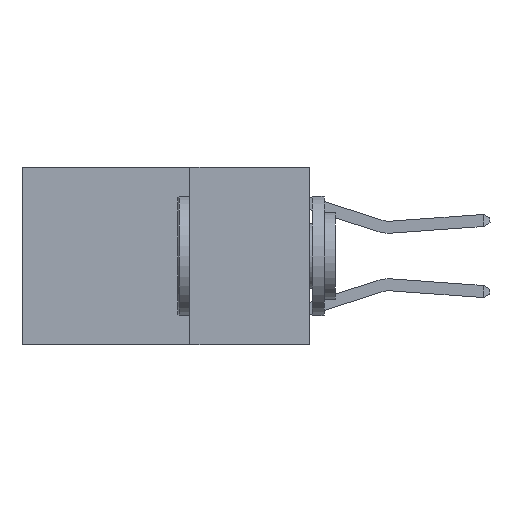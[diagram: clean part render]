
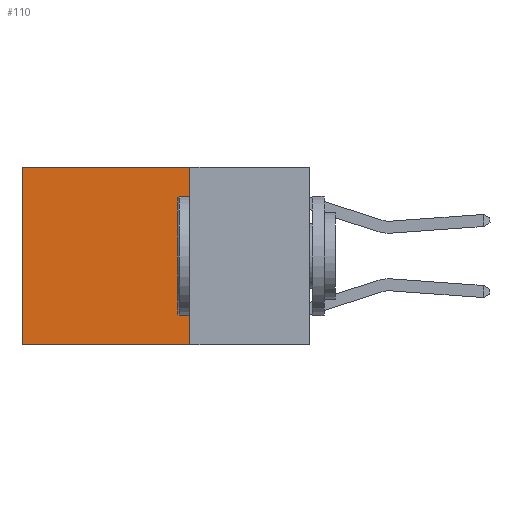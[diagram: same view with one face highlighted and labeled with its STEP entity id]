
A CAD part, left-side view. The second image highlights one B-rep face of the part: STEP entity #110.
In plain terms, the highlighted planar face has unit normal (-1, 0, 0).
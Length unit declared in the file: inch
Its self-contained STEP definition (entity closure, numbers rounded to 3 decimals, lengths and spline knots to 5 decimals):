
#88 = FACE_OUTER_BOUND ( 'NONE', #26563, .T. ) ;
#110 = ADVANCED_FACE ( 'NONE', ( #88 ), #19868, .F. ) ;
#650 = DIRECTION ( 'NONE',  ( 0., 1., 0. ) ) ;
#1108 = VECTOR ( 'NONE', #14019, 39.37008 ) ;
#1455 = CARTESIAN_POINT ( 'NONE',  ( 0.2625, 0.25, 0. ) ) ;
#1589 = ORIENTED_EDGE ( 'NONE', *, *, #5546, .T. ) ;
#2507 = LINE ( 'NONE', #15343, #7419 ) ;
#3749 = VECTOR ( 'NONE', #5997, 39.37008 ) ;
#5546 = EDGE_CURVE ( 'NONE', #14753, #14619, #12803, .T. ) ;
#5997 = DIRECTION ( 'NONE',  ( 0., 0., -1. ) ) ;
#6035 = LINE ( 'NONE', #1455, #1108 ) ;
#6688 = ORIENTED_EDGE ( 'NONE', *, *, #20327, .T. ) ;
#7292 = CARTESIAN_POINT ( 'NONE',  ( 0.2625, 0.25, 0. ) ) ;
#7419 = VECTOR ( 'NONE', #650, 39.37008 ) ;
#9424 = DIRECTION ( 'NONE',  ( 1., 0., 0. ) ) ;
#10750 = ORIENTED_EDGE ( 'NONE', *, *, #18541, .F. ) ;
#12803 = LINE ( 'NONE', #20610, #17740 ) ;
#12973 = EDGE_CURVE ( 'NONE', #14753, #27027, #6035, .T. ) ;
#13410 = CARTESIAN_POINT ( 'NONE',  ( 0.2625, 0.6, -0.37 ) ) ;
#14019 = DIRECTION ( 'NONE',  ( 0., 0., -1. ) ) ;
#14619 = VERTEX_POINT ( 'NONE', #25444 ) ;
#14753 = VERTEX_POINT ( 'NONE', #15478 ) ;
#15343 = CARTESIAN_POINT ( 'NONE',  ( 0.2625, 0.25, -0.37 ) ) ;
#15478 = CARTESIAN_POINT ( 'NONE',  ( 0.2625, 0.25, 0. ) ) ;
#16088 = AXIS2_PLACEMENT_3D ( 'NONE', #7292, #9424, #24054 ) ;
#17740 = VECTOR ( 'NONE', #18477, 39.37008 ) ;
#18477 = DIRECTION ( 'NONE',  ( 0., 1., 0. ) ) ;
#18541 = EDGE_CURVE ( 'NONE', #27027, #22594, #2507, .T. ) ;
#19868 = PLANE ( 'NONE',  #16088 ) ;
#20327 = EDGE_CURVE ( 'NONE', #14619, #22594, #21799, .T. ) ;
#20610 = CARTESIAN_POINT ( 'NONE',  ( 0.2625, 0.25, 0. ) ) ;
#21799 = LINE ( 'NONE', #26850, #3749 ) ;
#21833 = ORIENTED_EDGE ( 'NONE', *, *, #12973, .F. ) ;
#22594 = VERTEX_POINT ( 'NONE', #13410 ) ;
#24054 = DIRECTION ( 'NONE',  ( 0., 0., -1. ) ) ;
#25444 = CARTESIAN_POINT ( 'NONE',  ( 0.2625, 0.6, 0. ) ) ;
#26563 = EDGE_LOOP ( 'NONE', ( #6688, #10750, #21833, #1589 ) ) ;
#26675 = CARTESIAN_POINT ( 'NONE',  ( 0.2625, 0.25, -0.37 ) ) ;
#26850 = CARTESIAN_POINT ( 'NONE',  ( 0.2625, 0.6, 0. ) ) ;
#27027 = VERTEX_POINT ( 'NONE', #26675 ) ;
